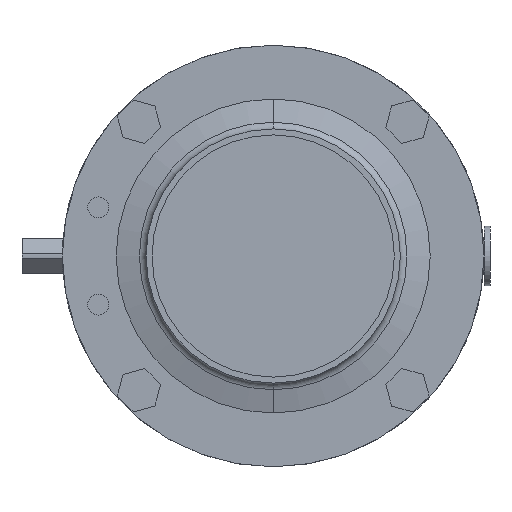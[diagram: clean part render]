
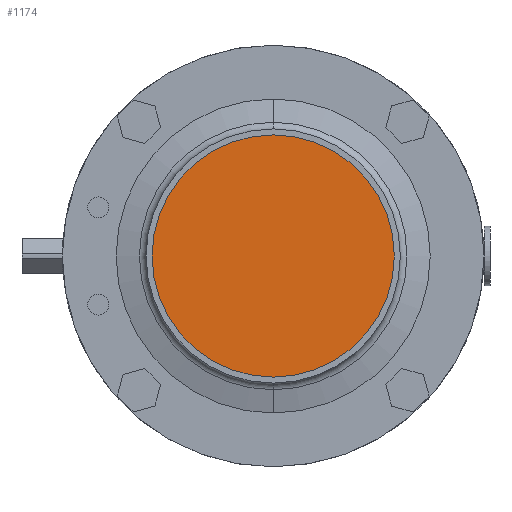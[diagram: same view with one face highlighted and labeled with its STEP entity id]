
A CAD part, left-side view. The second image highlights one B-rep face of the part: STEP entity #1174.
In plain terms, the highlighted face is planar.
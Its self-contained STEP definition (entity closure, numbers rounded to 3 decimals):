
#114 = DIRECTION ( 'NONE',  ( 0., 0., 1. ) ) ;
#205 = DIRECTION ( 'NONE',  ( 0., 0., 1. ) ) ;
#235 = ORIENTED_EDGE ( 'NONE', *, *, #945, .F. ) ;
#380 = AXIS2_PLACEMENT_3D ( 'NONE', #2248, #466, #114 ) ;
#417 = VERTEX_POINT ( 'NONE', #504 ) ;
#466 = DIRECTION ( 'NONE',  ( -1., 0., 0. ) ) ;
#504 = CARTESIAN_POINT ( 'NONE',  ( 10., 0., 40.5 ) ) ;
#517 = FACE_OUTER_BOUND ( 'NONE', #1704, .T. ) ;
#523 = CARTESIAN_POINT ( 'NONE',  ( 10., 0., -40.5 ) ) ;
#723 = PLANE ( 'NONE',  #1806 ) ;
#816 = DIRECTION ( 'NONE',  ( 0., 0., 1. ) ) ;
#945 = EDGE_CURVE ( 'NONE', #417, #1936, #1553, .T. ) ;
#1173 = CARTESIAN_POINT ( 'NONE',  ( 10., 0., 0. ) ) ;
#1174 = ADVANCED_FACE ( 'NONE', ( #517 ), #723, .F. ) ;
#1303 = CARTESIAN_POINT ( 'NONE',  ( 10., 40.5, 0. ) ) ;
#1310 = AXIS2_PLACEMENT_3D ( 'NONE', #1173, #1717, #816 ) ;
#1361 = CIRCLE ( 'NONE', #380, 40.5 ) ;
#1553 = CIRCLE ( 'NONE', #1310, 40.5 ) ;
#1704 = EDGE_LOOP ( 'NONE', ( #235, #1742 ) ) ;
#1717 = DIRECTION ( 'NONE',  ( -1., 0., 0. ) ) ;
#1742 = ORIENTED_EDGE ( 'NONE', *, *, #1776, .F. ) ;
#1776 = EDGE_CURVE ( 'NONE', #1936, #417, #1361, .T. ) ;
#1806 = AXIS2_PLACEMENT_3D ( 'NONE', #1303, #2163, #205 ) ;
#1936 = VERTEX_POINT ( 'NONE', #523 ) ;
#2163 = DIRECTION ( 'NONE',  ( -1., 0., 0. ) ) ;
#2248 = CARTESIAN_POINT ( 'NONE',  ( 10., 0., 0. ) ) ;
